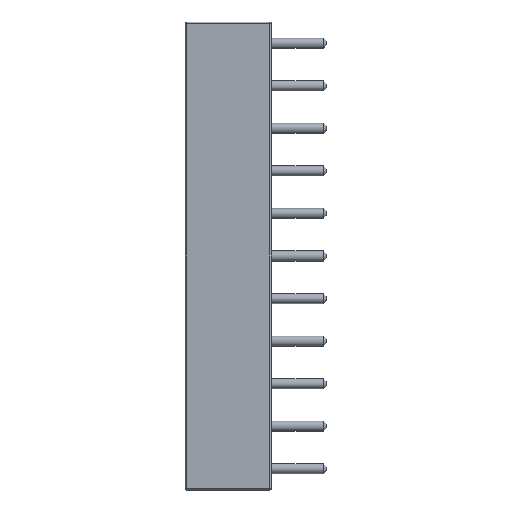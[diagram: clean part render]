
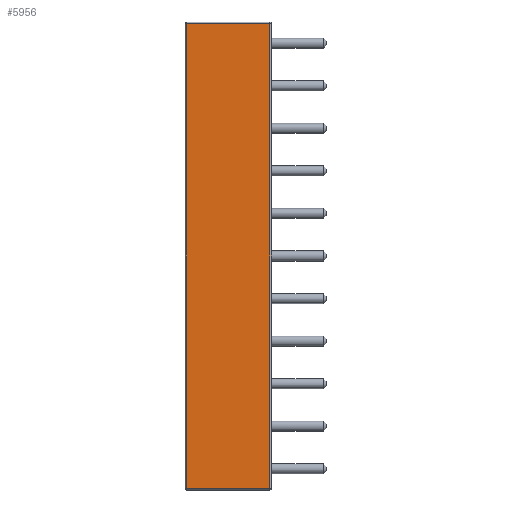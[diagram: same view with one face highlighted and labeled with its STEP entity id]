
A CAD part, left-side view. The second image highlights one B-rep face of the part: STEP entity #5956.
In plain terms, the highlighted planar face has unit normal (-1, 0, 0).
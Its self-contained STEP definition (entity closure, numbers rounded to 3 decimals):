
#329=PLANE('',#6401);
#625=FACE_OUTER_BOUND('',#986,.T.);
#986=EDGE_LOOP('',(#4572,#4573,#4574,#4575));
#1313=LINE('',#8586,#1895);
#1496=LINE('',#9341,#2078);
#1498=LINE('',#9344,#2080);
#1502=LINE('',#9351,#2084);
#1895=VECTOR('',#6830,10.);
#2078=VECTOR('',#7333,10.);
#2080=VECTOR('',#7337,10.);
#2084=VECTOR('',#7347,10.);
#2712=VERTEX_POINT('',#8580);
#2714=VERTEX_POINT('',#8584);
#2915=VERTEX_POINT('',#9319);
#2920=VERTEX_POINT('',#9334);
#3269=EDGE_CURVE('',#2714,#2712,#1313,.T.);
#3558=EDGE_CURVE('',#2915,#2920,#1496,.T.);
#3560=EDGE_CURVE('',#2920,#2714,#1498,.T.);
#3564=EDGE_CURVE('',#2712,#2915,#1502,.T.);
#4572=ORIENTED_EDGE('',*,*,#3269,.F.);
#4573=ORIENTED_EDGE('',*,*,#3560,.F.);
#4574=ORIENTED_EDGE('',*,*,#3558,.F.);
#4575=ORIENTED_EDGE('',*,*,#3564,.F.);
#5956=ADVANCED_FACE('',(#625),#329,.F.);
#6401=AXIS2_PLACEMENT_3D('',#9360,#7360,#7361);
#6830=DIRECTION('',(0.,1.,0.));
#7333=DIRECTION('',(0.,-1.,0.));
#7337=DIRECTION('',(0.,0.,-1.));
#7347=DIRECTION('',(0.,0.,1.));
#7360=DIRECTION('center_axis',(1.,0.,0.));
#7361=DIRECTION('ref_axis',(0.,-1.,0.));
#8580=CARTESIAN_POINT('',(-5.08,5.06,-27.84));
#8584=CARTESIAN_POINT('',(-5.08,0.1,-27.84));
#8586=CARTESIAN_POINT('',(-5.08,3.87,-27.84));
#9319=CARTESIAN_POINT('',(-5.08,5.06,-0.1));
#9334=CARTESIAN_POINT('',(-5.08,0.1,-0.1));
#9341=CARTESIAN_POINT('',(-5.08,3.87,-0.1));
#9344=CARTESIAN_POINT('',(-5.08,0.1,0.));
#9351=CARTESIAN_POINT('',(-5.08,5.06,0.));
#9360=CARTESIAN_POINT('Origin',(-5.08,5.16,0.));
